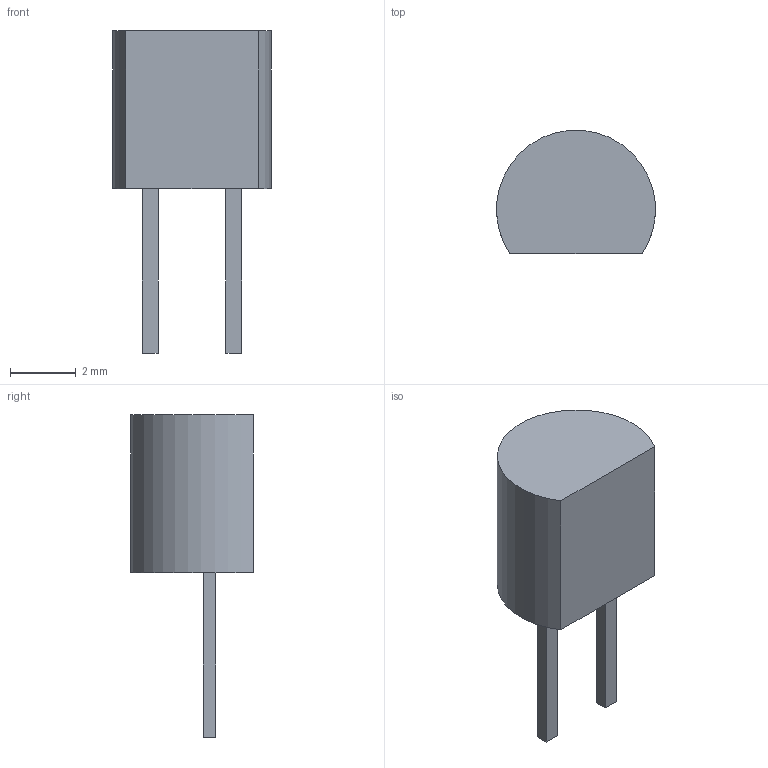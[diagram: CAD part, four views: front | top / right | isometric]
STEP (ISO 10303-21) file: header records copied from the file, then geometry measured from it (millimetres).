
FILE_DESCRIPTION(('FreeCAD Model'),'2;1');
FILE_NAME('TO-92-2_Narrow.step','2017-11-28T22:17:33',('kicad StepUp'),('ksu MCAD') ,'Open CASCADE STEP processor 6.8','FreeCAD','Unknown');
FILE_SCHEMA(('AUTOMOTIVE_DESIGN_CC2 { 1 2 10303 214 -1 1 5 4 }'));
Length unit declared in the file: millimetre
Products named in the file (1): TO-92-2_Narrow
Bounding box: 4.82 x 3.74 x 9.8 mm (x, y, z)
Volume: 75 mm3; surface area: 117 mm2
Topology: 1 solids, 1 shells, 14 faces, 30 edges, 20 vertices
Faces by surface type: plane 13, cylinder 1
Entity records: 277 total; most frequent: ORIENTED_EDGE 40, EDGE_CURVE 30, LINE 28, CARTESIAN_POINT 23, VERTEX_POINT 20, AXIS2_PLACEMENT_3D 17, FACE_BOUND 16, EDGE_LOOP 16
